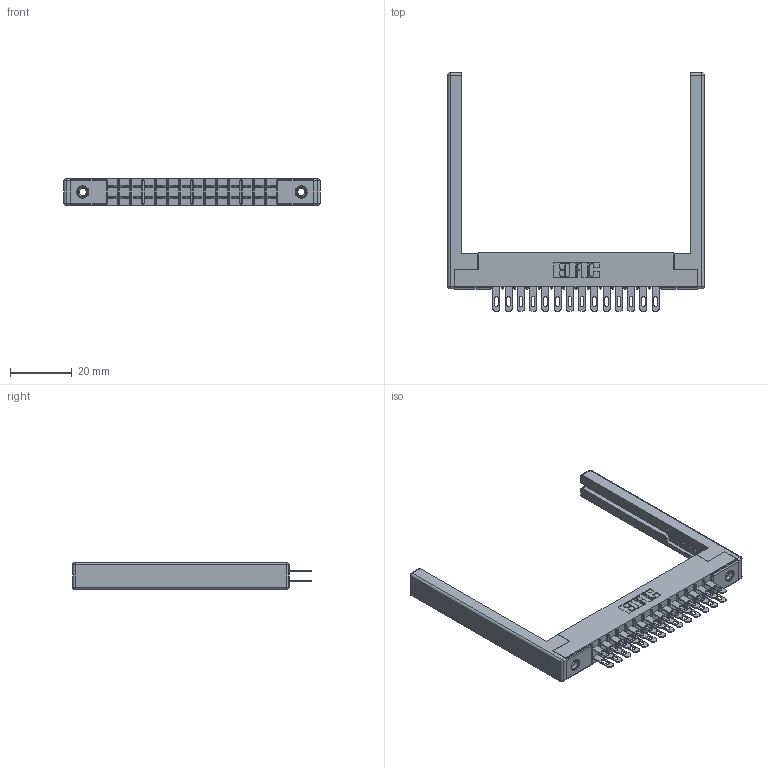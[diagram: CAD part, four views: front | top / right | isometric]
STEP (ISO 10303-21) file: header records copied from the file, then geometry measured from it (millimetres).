
FILE_DESCRIPTION (( 'STEP AP203' ), '1' );
FILE_NAME ('315-028-500-268.STEP', '2019-09-10T15:04:39', ( '' ), ( '' ), 'SwSTEP 2.0', 'SolidWorks 2016', '' );
FILE_SCHEMA (( 'CONFIG_CONTROL_DESIGN' ));
Length unit declared in the file: inch
Products named in the file (5): 305 Part_.156 Dia; 307-220-068; 315-028-500-268; 305-290-001_500; 345-250-001_345-250-001-102
Assembly tree (33 placements, depth 2):
  315-028-500-268
    305 Part_.156 Dia
    305-290-001_500  x28
    345-250-001_345-250-001-102  x2
    307-220-068  x2
Bounding box: 82.91 x 77.14 x 8.71 mm (x, y, z)
Volume: 9875.6 mm3; surface area: 14055.9 mm2
Topology: 33 solids, 33 shells, 1670 faces, 4724 edges, 3052 vertices
Faces by surface type: plane 940, cylinder 650, sphere 64, cone 12, torus 4
Entity records: 21348 total; most frequent: CARTESIAN_POINT 3505, ORIENTED_EDGE 3466, DIRECTION 3435, EDGE_CURVE 1733, VECTOR 1359, LINE 1359, VERTEX_POINT 1108, AXIS2_PLACEMENT_3D 1038
